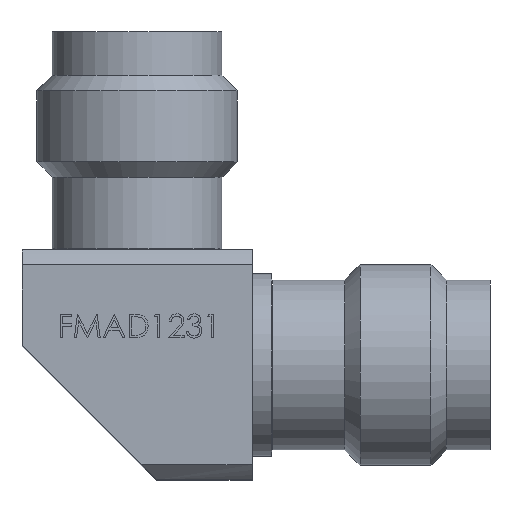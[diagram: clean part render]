
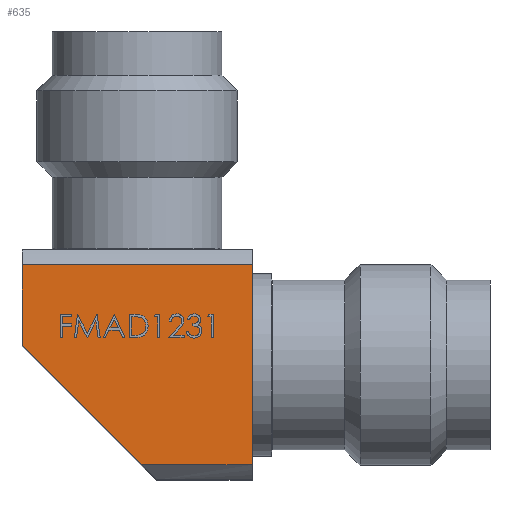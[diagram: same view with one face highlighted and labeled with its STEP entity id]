
A CAD part, top view. The second image highlights one B-rep face of the part: STEP entity #635.
In plain terms, the highlighted planar face has unit normal (0, 0, 1).
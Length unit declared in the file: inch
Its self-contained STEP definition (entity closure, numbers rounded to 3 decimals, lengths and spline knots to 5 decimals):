
#20 = CARTESIAN_POINT ( 'NONE',  ( -0.33858, 0.02598, 0.15591 ) ) ;
#75 = PLANE ( 'NONE',  #444 ) ;
#235 = ORIENTED_EDGE ( 'NONE', *, *, #510, .T. ) ;
#330 = EDGE_CURVE ( 'NONE', #5972, #3288, #2499, .T. ) ;
#368 = EDGE_CURVE ( 'NONE', #3308, #1222, #1488, .T. ) ;
#433 = ORIENTED_EDGE ( 'NONE', *, *, #4952, .T. ) ;
#444 = AXIS2_PLACEMENT_3D ( 'NONE', #489, #1877, #4290 ) ;
#489 = CARTESIAN_POINT ( 'NONE',  ( 0., 0., 0.15591 ) ) ;
#510 = EDGE_CURVE ( 'NONE', #1222, #3288, #5007, .T. ) ;
#516 = FACE_OUTER_BOUND ( 'NONE', #4040, .T. ) ;
#635 = ADVANCED_FACE ( 'NONE', ( #516 ), #75, .T. ) ;
#709 = DIRECTION ( 'NONE',  ( 0., 1., 0. ) ) ;
#1222 = VERTEX_POINT ( 'NONE', #3496 ) ;
#1293 = LINE ( 'NONE', #4605, #3270 ) ;
#1488 = LINE ( 'NONE', #5300, #4728 ) ;
#1737 = ORIENTED_EDGE ( 'NONE', *, *, #368, .T. ) ;
#1877 = DIRECTION ( 'NONE',  ( 0., 0., 1. ) ) ;
#1887 = DIRECTION ( 'NONE',  ( 0.707, -0.707, 0. ) ) ;
#2240 = DIRECTION ( 'NONE',  ( 0., -1., 0. ) ) ;
#2499 = LINE ( 'NONE', #5760, #5809 ) ;
#2768 = ORIENTED_EDGE ( 'NONE', *, *, #6030, .T. ) ;
#2892 = VERTEX_POINT ( 'NONE', #4261 ) ;
#2938 = DIRECTION ( 'NONE',  ( 1., 0., 0. ) ) ;
#3047 = VECTOR ( 'NONE', #709, 39.37008 ) ;
#3270 = VECTOR ( 'NONE', #2240, 39.37008 ) ;
#3288 = VERTEX_POINT ( 'NONE', #6002 ) ;
#3308 = VERTEX_POINT ( 'NONE', #3557 ) ;
#3496 = CARTESIAN_POINT ( 'NONE',  ( -0.02677, -0.13553, 0.15591 ) ) ;
#3555 = CARTESIAN_POINT ( 'NONE',  ( -0.02677, -0.13553, 0.15591 ) ) ;
#3557 = CARTESIAN_POINT ( 'NONE',  ( -0.17707, -0.13553, 0.15591 ) ) ;
#3710 = CARTESIAN_POINT ( 'NONE',  ( -0.33858, 0.13553, 0.15591 ) ) ;
#3959 = DIRECTION ( 'NONE',  ( 1., 0., 0. ) ) ;
#4040 = EDGE_LOOP ( 'NONE', ( #235, #4714, #2768, #433, #1737 ) ) ;
#4261 = CARTESIAN_POINT ( 'NONE',  ( -0.33858, 0.02598, 0.15591 ) ) ;
#4290 = DIRECTION ( 'NONE',  ( 1., 0., 0. ) ) ;
#4302 = LINE ( 'NONE', #20, #4842 ) ;
#4605 = CARTESIAN_POINT ( 'NONE',  ( -0.33858, 0.13553, 0.15591 ) ) ;
#4714 = ORIENTED_EDGE ( 'NONE', *, *, #330, .F. ) ;
#4728 = VECTOR ( 'NONE', #2938, 39.37008 ) ;
#4842 = VECTOR ( 'NONE', #1887, 39.37008 ) ;
#4952 = EDGE_CURVE ( 'NONE', #2892, #3308, #4302, .T. ) ;
#5007 = LINE ( 'NONE', #3555, #3047 ) ;
#5300 = CARTESIAN_POINT ( 'NONE',  ( -0.17707, -0.13553, 0.15591 ) ) ;
#5760 = CARTESIAN_POINT ( 'NONE',  ( -0.33858, 0.13553, 0.15591 ) ) ;
#5809 = VECTOR ( 'NONE', #3959, 39.37008 ) ;
#5972 = VERTEX_POINT ( 'NONE', #3710 ) ;
#6002 = CARTESIAN_POINT ( 'NONE',  ( -0.02677, 0.13553, 0.15591 ) ) ;
#6030 = EDGE_CURVE ( 'NONE', #5972, #2892, #1293, .T. ) ;
